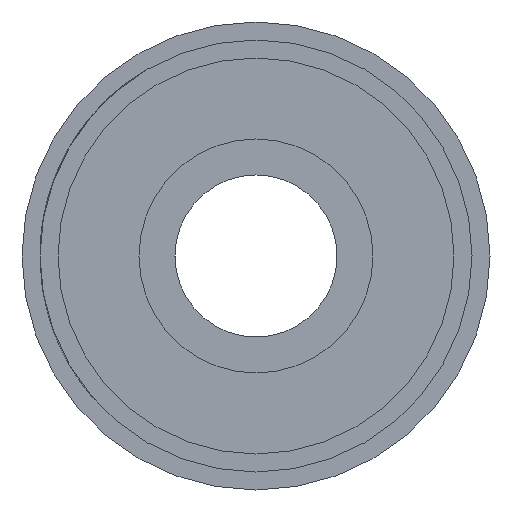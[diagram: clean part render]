
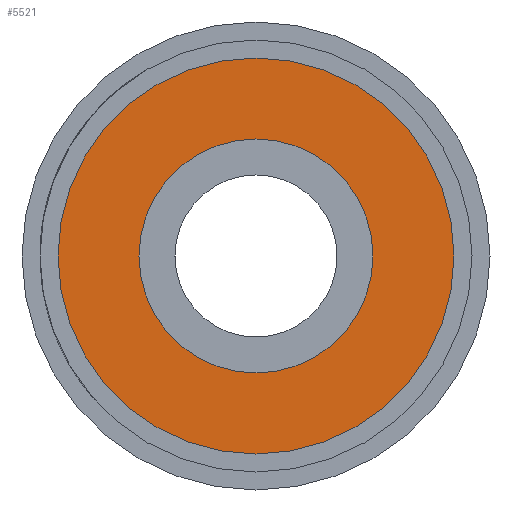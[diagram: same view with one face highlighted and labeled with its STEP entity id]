
A CAD part, left-side view. The second image highlights one B-rep face of the part: STEP entity #5521.
In plain terms, the highlighted planar face has unit normal (-1, 0, 0).
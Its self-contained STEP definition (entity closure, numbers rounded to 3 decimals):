
#495 = FACE_OUTER_BOUND ( 'NONE', #1857, .T. ) ;
#620 = ORIENTED_EDGE ( 'NONE', *, *, #6859, .T. ) ;
#665 = ORIENTED_EDGE ( 'NONE', *, *, #7566, .T. ) ;
#717 = CARTESIAN_POINT ( 'NONE',  ( 0., 0., -6.5 ) ) ;
#1057 = CARTESIAN_POINT ( 'NONE',  ( 0., 0., 0. ) ) ;
#1324 = EDGE_CURVE ( 'NONE', #7421, #1432, #5069, .T. ) ;
#1432 = VERTEX_POINT ( 'NONE', #5757 ) ;
#1775 = FACE_BOUND ( 'NONE', #8094, .T. ) ;
#1785 = DIRECTION ( 'NONE',  ( -1., 0., 0. ) ) ;
#1857 = EDGE_LOOP ( 'NONE', ( #6514, #620 ) ) ;
#1916 = DIRECTION ( 'NONE',  ( 0., 0., 1. ) ) ;
#2908 = VERTEX_POINT ( 'NONE', #4305 ) ;
#2929 = DIRECTION ( 'NONE',  ( 1., 0., 0. ) ) ;
#2989 = DIRECTION ( 'NONE',  ( 1., 0., 0. ) ) ;
#3089 = PLANE ( 'NONE',  #3667 ) ;
#3434 = AXIS2_PLACEMENT_3D ( 'NONE', #1057, #1785, #6830 ) ;
#3667 = AXIS2_PLACEMENT_3D ( 'NONE', #5706, #2929, #4899 ) ;
#3717 = CARTESIAN_POINT ( 'NONE',  ( 0., 0., 0. ) ) ;
#4305 = CARTESIAN_POINT ( 'NONE',  ( 0., 0., 6.5 ) ) ;
#4357 = DIRECTION ( 'NONE',  ( 0., 0., -1. ) ) ;
#4367 = AXIS2_PLACEMENT_3D ( 'NONE', #3717, #2989, #4357 ) ;
#4640 = CIRCLE ( 'NONE', #7375, 11. ) ;
#4899 = DIRECTION ( 'NONE',  ( 0., 0., -1. ) ) ;
#5069 = CIRCLE ( 'NONE', #3434, 11. ) ;
#5435 = DIRECTION ( 'NONE',  ( 1., 0., 0. ) ) ;
#5521 = ADVANCED_FACE ( 'NONE', ( #1775, #495 ), #3089, .F. ) ;
#5525 = CARTESIAN_POINT ( 'NONE',  ( 0., 0., 0. ) ) ;
#5612 = CIRCLE ( 'NONE', #6829, 6.5 ) ;
#5706 = CARTESIAN_POINT ( 'NONE',  ( 0., 0., 0. ) ) ;
#5757 = CARTESIAN_POINT ( 'NONE',  ( 0., 0., -11. ) ) ;
#5829 = VERTEX_POINT ( 'NONE', #717 ) ;
#5883 = CARTESIAN_POINT ( 'NONE',  ( 0., 0., 11. ) ) ;
#6074 = DIRECTION ( 'NONE',  ( 0., 0., -1. ) ) ;
#6514 = ORIENTED_EDGE ( 'NONE', *, *, #1324, .T. ) ;
#6699 = CIRCLE ( 'NONE', #4367, 6.5 ) ;
#6829 = AXIS2_PLACEMENT_3D ( 'NONE', #5525, #5435, #6074 ) ;
#6830 = DIRECTION ( 'NONE',  ( 0., 0., 1. ) ) ;
#6859 = EDGE_CURVE ( 'NONE', #1432, #7421, #4640, .T. ) ;
#7375 = AXIS2_PLACEMENT_3D ( 'NONE', #7808, #8371, #1916 ) ;
#7421 = VERTEX_POINT ( 'NONE', #5883 ) ;
#7566 = EDGE_CURVE ( 'NONE', #5829, #2908, #6699, .T. ) ;
#7808 = CARTESIAN_POINT ( 'NONE',  ( 0., 0., 0. ) ) ;
#7913 = ORIENTED_EDGE ( 'NONE', *, *, #8414, .T. ) ;
#8094 = EDGE_LOOP ( 'NONE', ( #7913, #665 ) ) ;
#8371 = DIRECTION ( 'NONE',  ( -1., 0., 0. ) ) ;
#8414 = EDGE_CURVE ( 'NONE', #2908, #5829, #5612, .T. ) ;
